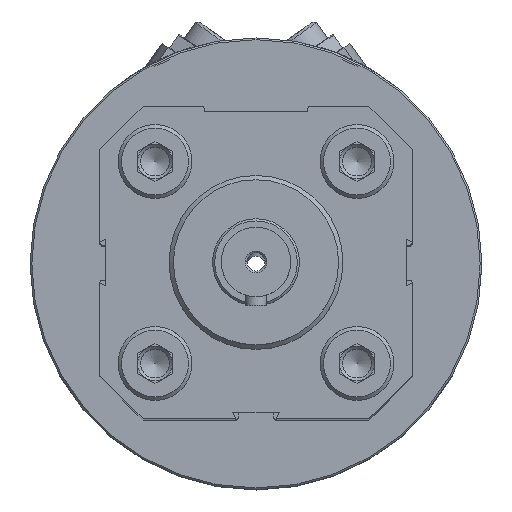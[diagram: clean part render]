
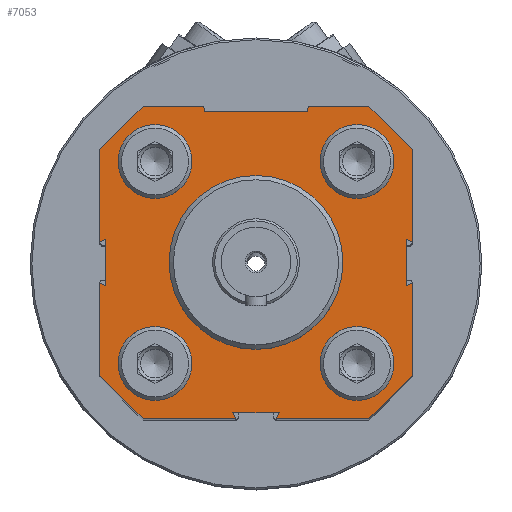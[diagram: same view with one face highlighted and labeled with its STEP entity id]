
A CAD part, top view. The second image highlights one B-rep face of the part: STEP entity #7053.
In plain terms, the highlighted face is planar.
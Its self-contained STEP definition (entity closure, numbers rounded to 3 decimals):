
#361=LINE('',#10797,#934);
#362=LINE('',#10800,#935);
#363=LINE('',#10802,#936);
#364=LINE('',#10804,#937);
#365=LINE('',#10806,#938);
#366=LINE('',#10808,#939);
#367=LINE('',#10810,#940);
#368=LINE('',#10812,#941);
#369=LINE('',#10814,#942);
#370=LINE('',#10816,#943);
#371=LINE('',#10818,#944);
#372=LINE('',#10820,#945);
#373=LINE('',#10822,#946);
#374=LINE('',#10824,#947);
#375=LINE('',#10826,#948);
#376=LINE('',#10828,#949);
#377=LINE('',#10830,#950);
#378=LINE('',#10832,#951);
#379=LINE('',#10834,#952);
#380=LINE('',#10836,#953);
#381=LINE('',#10838,#954);
#382=LINE('',#10840,#955);
#383=LINE('',#10842,#956);
#384=LINE('',#10844,#957);
#934=VECTOR('',#8506,1000.);
#935=VECTOR('',#8507,1000.);
#936=VECTOR('',#8508,1000.);
#937=VECTOR('',#8509,1000.);
#938=VECTOR('',#8510,1000.);
#939=VECTOR('',#8511,1000.);
#940=VECTOR('',#8512,1000.);
#941=VECTOR('',#8513,1000.);
#942=VECTOR('',#8514,1000.);
#943=VECTOR('',#8515,1000.);
#944=VECTOR('',#8516,1000.);
#945=VECTOR('',#8517,1000.);
#946=VECTOR('',#8518,1000.);
#947=VECTOR('',#8519,1000.);
#948=VECTOR('',#8520,1000.);
#949=VECTOR('',#8521,1000.);
#950=VECTOR('',#8522,1000.);
#951=VECTOR('',#8523,1000.);
#952=VECTOR('',#8524,1000.);
#953=VECTOR('',#8525,1000.);
#954=VECTOR('',#8526,1000.);
#955=VECTOR('',#8527,1000.);
#956=VECTOR('',#8528,1000.);
#957=VECTOR('',#8529,1000.);
#1507=ORIENTED_EDGE('',*,*,#3483,.F.);
#1508=ORIENTED_EDGE('',*,*,#3484,.F.);
#1509=ORIENTED_EDGE('',*,*,#3485,.F.);
#1510=ORIENTED_EDGE('',*,*,#3486,.F.);
#1511=ORIENTED_EDGE('',*,*,#3487,.F.);
#1512=ORIENTED_EDGE('',*,*,#3488,.F.);
#1513=ORIENTED_EDGE('',*,*,#3489,.F.);
#1514=ORIENTED_EDGE('',*,*,#3490,.F.);
#1515=ORIENTED_EDGE('',*,*,#3491,.F.);
#1516=ORIENTED_EDGE('',*,*,#3492,.F.);
#1517=ORIENTED_EDGE('',*,*,#3493,.F.);
#1518=ORIENTED_EDGE('',*,*,#3494,.F.);
#1519=ORIENTED_EDGE('',*,*,#3495,.F.);
#1520=ORIENTED_EDGE('',*,*,#3496,.F.);
#1521=ORIENTED_EDGE('',*,*,#3497,.F.);
#1522=ORIENTED_EDGE('',*,*,#3498,.F.);
#1523=ORIENTED_EDGE('',*,*,#3499,.F.);
#1524=ORIENTED_EDGE('',*,*,#3500,.F.);
#1525=ORIENTED_EDGE('',*,*,#3501,.F.);
#1526=ORIENTED_EDGE('',*,*,#3502,.F.);
#1527=ORIENTED_EDGE('',*,*,#3503,.F.);
#1528=ORIENTED_EDGE('',*,*,#3504,.F.);
#1529=ORIENTED_EDGE('',*,*,#3505,.F.);
#1530=ORIENTED_EDGE('',*,*,#3506,.F.);
#1531=ORIENTED_EDGE('',*,*,#3507,.F.);
#1532=ORIENTED_EDGE('',*,*,#3508,.F.);
#1533=ORIENTED_EDGE('',*,*,#3509,.F.);
#1534=ORIENTED_EDGE('',*,*,#3510,.F.);
#1535=ORIENTED_EDGE('',*,*,#3511,.F.);
#3483=EDGE_CURVE('',#4471,#4471,#5170,.T.);
#3484=EDGE_CURVE('',#4472,#4472,#5171,.T.);
#3485=EDGE_CURVE('',#4473,#4473,#5172,.F.);
#3486=EDGE_CURVE('',#4474,#4475,#361,.T.);
#3487=EDGE_CURVE('',#4476,#4474,#362,.T.);
#3488=EDGE_CURVE('',#4477,#4476,#363,.T.);
#3489=EDGE_CURVE('',#4478,#4477,#364,.T.);
#3490=EDGE_CURVE('',#4479,#4478,#365,.T.);
#3491=EDGE_CURVE('',#4480,#4479,#366,.T.);
#3492=EDGE_CURVE('',#4481,#4480,#367,.T.);
#3493=EDGE_CURVE('',#4482,#4481,#368,.T.);
#3494=EDGE_CURVE('',#4483,#4482,#369,.T.);
#3495=EDGE_CURVE('',#4484,#4483,#370,.T.);
#3496=EDGE_CURVE('',#4485,#4484,#371,.T.);
#3497=EDGE_CURVE('',#4486,#4485,#372,.T.);
#3498=EDGE_CURVE('',#4487,#4486,#373,.T.);
#3499=EDGE_CURVE('',#4488,#4487,#374,.T.);
#3500=EDGE_CURVE('',#4489,#4488,#375,.T.);
#3501=EDGE_CURVE('',#4490,#4489,#376,.T.);
#3502=EDGE_CURVE('',#4491,#4490,#377,.T.);
#3503=EDGE_CURVE('',#4492,#4491,#378,.T.);
#3504=EDGE_CURVE('',#4493,#4492,#379,.T.);
#3505=EDGE_CURVE('',#4494,#4493,#380,.T.);
#3506=EDGE_CURVE('',#4495,#4494,#381,.T.);
#3507=EDGE_CURVE('',#4496,#4495,#382,.T.);
#3508=EDGE_CURVE('',#4497,#4496,#383,.T.);
#3509=EDGE_CURVE('',#4475,#4497,#384,.T.);
#3510=EDGE_CURVE('',#4498,#4498,#5173,.T.);
#3511=EDGE_CURVE('',#4499,#4499,#5174,.T.);
#4471=VERTEX_POINT('',#10792);
#4472=VERTEX_POINT('',#10794);
#4473=VERTEX_POINT('',#10796);
#4474=VERTEX_POINT('',#10798);
#4475=VERTEX_POINT('',#10799);
#4476=VERTEX_POINT('',#10801);
#4477=VERTEX_POINT('',#10803);
#4478=VERTEX_POINT('',#10805);
#4479=VERTEX_POINT('',#10807);
#4480=VERTEX_POINT('',#10809);
#4481=VERTEX_POINT('',#10811);
#4482=VERTEX_POINT('',#10813);
#4483=VERTEX_POINT('',#10815);
#4484=VERTEX_POINT('',#10817);
#4485=VERTEX_POINT('',#10819);
#4486=VERTEX_POINT('',#10821);
#4487=VERTEX_POINT('',#10823);
#4488=VERTEX_POINT('',#10825);
#4489=VERTEX_POINT('',#10827);
#4490=VERTEX_POINT('',#10829);
#4491=VERTEX_POINT('',#10831);
#4492=VERTEX_POINT('',#10833);
#4493=VERTEX_POINT('',#10835);
#4494=VERTEX_POINT('',#10837);
#4495=VERTEX_POINT('',#10839);
#4496=VERTEX_POINT('',#10841);
#4497=VERTEX_POINT('',#10843);
#4498=VERTEX_POINT('',#10846);
#4499=VERTEX_POINT('',#10848);
#5170=CIRCLE('',#7638,8.5);
#5171=CIRCLE('',#7639,8.5);
#5172=CIRCLE('',#7640,20.);
#5173=CIRCLE('',#7641,8.5);
#5174=CIRCLE('',#7642,8.5);
#5555=EDGE_LOOP('',(#1507));
#5556=EDGE_LOOP('',(#1508));
#5557=EDGE_LOOP('',(#1509));
#5558=EDGE_LOOP('',(#1510,#1511,#1512,#1513,#1514,#1515,#1516,#1517,#1518,
#1519,#1520,#1521,#1522,#1523,#1524,#1525,#1526,#1527,#1528,#1529,#1530,
#1531,#1532,#1533));
#5559=EDGE_LOOP('',(#1534));
#5560=EDGE_LOOP('',(#1535));
#6180=FACE_BOUND('',#5555,.T.);
#6181=FACE_BOUND('',#5556,.T.);
#6182=FACE_BOUND('',#5557,.T.);
#6183=FACE_BOUND('',#5558,.T.);
#6184=FACE_BOUND('',#5559,.T.);
#6185=FACE_BOUND('',#5560,.T.);
#6813=PLANE('',#7637);
#7053=ADVANCED_FACE('',(#6180,#6181,#6182,#6183,#6184,#6185),#6813,.F.);
#7637=AXIS2_PLACEMENT_3D('',#10790,#8498,#8499);
#7638=AXIS2_PLACEMENT_3D('',#10791,#8500,#8501);
#7639=AXIS2_PLACEMENT_3D('',#10793,#8502,#8503);
#7640=AXIS2_PLACEMENT_3D('',#10795,#8504,#8505);
#7641=AXIS2_PLACEMENT_3D('',#10845,#8530,#8531);
#7642=AXIS2_PLACEMENT_3D('',#10847,#8532,#8533);
#8498=DIRECTION('',(1.,0.,0.));
#8499=DIRECTION('',(0.,0.,-1.));
#8500=DIRECTION('',(-1.,0.,0.));
#8501=DIRECTION('',(0.,0.,1.));
#8502=DIRECTION('',(-1.,0.,0.));
#8503=DIRECTION('',(0.,0.,1.));
#8504=DIRECTION('',(1.,0.,0.));
#8505=DIRECTION('',(0.,0.,-1.));
#8506=DIRECTION('',(0.,-1.,0.));
#8507=DIRECTION('',(0.,0.429,0.903));
#8508=DIRECTION('',(0.,-1.,0.));
#8509=DIRECTION('',(0.,0.429,-0.903));
#8510=DIRECTION('',(0.,-1.,0.));
#8511=DIRECTION('',(0.,-0.707,0.707));
#8512=DIRECTION('',(0.,0.,1.));
#8513=DIRECTION('',(0.,0.996,0.087));
#8514=DIRECTION('',(0.,0.,1.));
#8515=DIRECTION('',(0.,-0.996,0.087));
#8516=DIRECTION('',(0.,0.,1.));
#8517=DIRECTION('',(0.,0.707,0.707));
#8518=DIRECTION('',(0.,1.,0.));
#8519=DIRECTION('',(0.,-0.429,-0.903));
#8520=DIRECTION('',(0.,1.,0.));
#8521=DIRECTION('',(0.,-0.429,0.903));
#8522=DIRECTION('',(0.,1.,0.));
#8523=DIRECTION('',(0.,0.707,-0.707));
#8524=DIRECTION('',(0.,0.,-1.));
#8525=DIRECTION('',(0.,-0.903,0.429));
#8526=DIRECTION('',(0.,0.,-1.));
#8527=DIRECTION('',(0.,0.903,0.429));
#8528=DIRECTION('',(0.,0.,-1.));
#8529=DIRECTION('',(0.,-0.707,-0.707));
#8530=DIRECTION('',(-1.,0.,0.));
#8531=DIRECTION('',(0.,0.,1.));
#8532=DIRECTION('',(-1.,0.,0.));
#8533=DIRECTION('',(0.,0.,1.));
#10790=CARTESIAN_POINT('',(-268.,0.,0.));
#10791=CARTESIAN_POINT('',(-268.,-23.25,23.25));
#10792=CARTESIAN_POINT('',(-268.,-23.25,31.75));
#10793=CARTESIAN_POINT('',(-268.,23.25,-23.25));
#10794=CARTESIAN_POINT('',(-268.,23.25,-14.75));
#10795=CARTESIAN_POINT('',(-268.,0.,0.));
#10796=CARTESIAN_POINT('',(-268.,0.,-20.));
#10797=CARTESIAN_POINT('',(-268.,-4.716,36.));
#10798=CARTESIAN_POINT('',(-268.,-4.716,36.));
#10799=CARTESIAN_POINT('',(-268.,-26.,36.));
#10800=CARTESIAN_POINT('',(-268.,-5.4,34.56));
#10801=CARTESIAN_POINT('',(-268.,-5.4,34.56));
#10802=CARTESIAN_POINT('',(-268.,5.4,34.56));
#10803=CARTESIAN_POINT('',(-268.,5.4,34.56));
#10804=CARTESIAN_POINT('',(-268.,4.716,36.));
#10805=CARTESIAN_POINT('',(-268.,4.716,36.));
#10806=CARTESIAN_POINT('',(-268.,26.,36.));
#10807=CARTESIAN_POINT('',(-268.,26.,36.));
#10808=CARTESIAN_POINT('',(-268.,36.,26.));
#10809=CARTESIAN_POINT('',(-268.,36.,26.));
#10810=CARTESIAN_POINT('',(-268.,36.,12.));
#10811=CARTESIAN_POINT('',(-268.,36.,12.));
#10812=CARTESIAN_POINT('',(-268.,34.704,11.887));
#10813=CARTESIAN_POINT('',(-268.,34.704,11.887));
#10814=CARTESIAN_POINT('',(-268.,34.704,-11.887));
#10815=CARTESIAN_POINT('',(-268.,34.704,-11.887));
#10816=CARTESIAN_POINT('',(-268.,36.,-12.));
#10817=CARTESIAN_POINT('',(-268.,36.,-12.));
#10818=CARTESIAN_POINT('',(-268.,36.,-26.));
#10819=CARTESIAN_POINT('',(-268.,36.,-26.));
#10820=CARTESIAN_POINT('',(-268.,26.,-36.));
#10821=CARTESIAN_POINT('',(-268.,26.,-36.));
#10822=CARTESIAN_POINT('',(-268.,4.716,-36.));
#10823=CARTESIAN_POINT('',(-268.,4.716,-36.));
#10824=CARTESIAN_POINT('',(-268.,5.4,-34.56));
#10825=CARTESIAN_POINT('',(-268.,5.4,-34.56));
#10826=CARTESIAN_POINT('',(-268.,-5.4,-34.56));
#10827=CARTESIAN_POINT('',(-268.,-5.4,-34.56));
#10828=CARTESIAN_POINT('',(-268.,-4.716,-36.));
#10829=CARTESIAN_POINT('',(-268.,-4.716,-36.));
#10830=CARTESIAN_POINT('',(-268.,-26.,-36.));
#10831=CARTESIAN_POINT('',(-268.,-26.,-36.));
#10832=CARTESIAN_POINT('',(-268.,-36.,-26.));
#10833=CARTESIAN_POINT('',(-268.,-36.,-26.));
#10834=CARTESIAN_POINT('',(-268.,-36.,-4.716));
#10835=CARTESIAN_POINT('',(-268.,-36.,-4.716));
#10836=CARTESIAN_POINT('',(-268.,-34.56,-5.4));
#10837=CARTESIAN_POINT('',(-268.,-34.56,-5.4));
#10838=CARTESIAN_POINT('',(-268.,-34.56,5.4));
#10839=CARTESIAN_POINT('',(-268.,-34.56,5.4));
#10840=CARTESIAN_POINT('',(-268.,-36.,4.716));
#10841=CARTESIAN_POINT('',(-268.,-36.,4.716));
#10842=CARTESIAN_POINT('',(-268.,-36.,26.));
#10843=CARTESIAN_POINT('',(-268.,-36.,26.));
#10844=CARTESIAN_POINT('',(-268.,-26.,36.));
#10845=CARTESIAN_POINT('',(-268.,-23.25,-23.25));
#10846=CARTESIAN_POINT('',(-268.,-23.25,-14.75));
#10847=CARTESIAN_POINT('',(-268.,23.25,23.25));
#10848=CARTESIAN_POINT('',(-268.,23.25,31.75));
